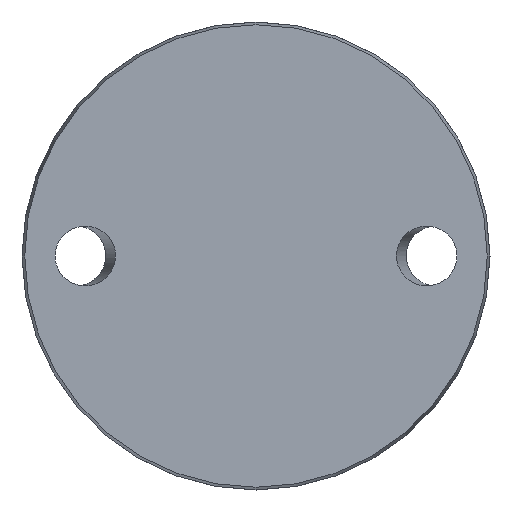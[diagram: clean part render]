
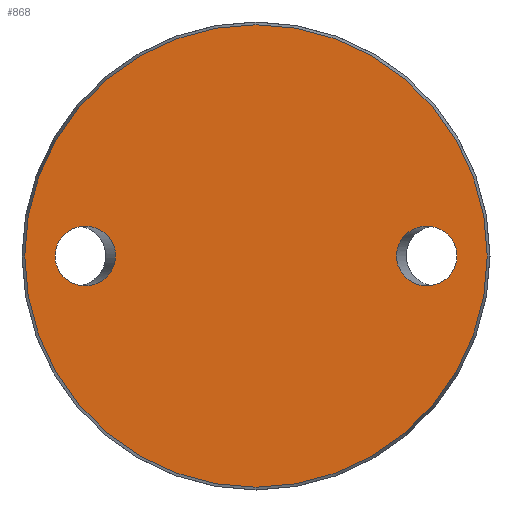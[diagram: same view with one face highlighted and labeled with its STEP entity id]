
A CAD part, front view. The second image highlights one B-rep face of the part: STEP entity #868.
In plain terms, the highlighted planar face has unit normal (0, -1, 0).
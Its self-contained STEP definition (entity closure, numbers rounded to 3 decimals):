
#28 = CARTESIAN_POINT ( 'NONE',  ( 0., 0., 0. ) ) ;
#74 = CARTESIAN_POINT ( 'NONE',  ( 42.087, 0., 12.5 ) ) ;
#81 = CARTESIAN_POINT ( 'NONE',  ( 29.413, 0., 0. ) ) ;
#104 = CARTESIAN_POINT ( 'NONE',  ( 29.413, 0., 0. ) ) ;
#158 = CARTESIAN_POINT ( 'NONE',  ( -42.087, 0., 12.5 ) ) ;
#171 = VERTEX_POINT ( 'NONE', #788 ) ;
#198 = CARTESIAN_POINT ( 'NONE',  ( -48.425, 0., 0. ) ) ;
#237 = CARTESIAN_POINT ( 'NONE',  ( 29.413, 0., 12.5 ) ) ;
#249 = CARTESIAN_POINT ( 'NONE',  ( 29.413, 0., -12.5 ) ) ;
#290 = FACE_BOUND ( 'NONE', #873, .T. ) ;
#306 = CARTESIAN_POINT ( 'NONE',  ( -29.413, 0., -12.5 ) ) ;
#309 = CARTESIAN_POINT ( 'NONE',  ( -42.087, 0., -12.5 ) ) ;
#313 = CARTESIAN_POINT ( 'NONE',  ( 42.087, 0., 0. ) ) ;
#322 = CARTESIAN_POINT ( 'NONE',  ( -42.087, 0., 0. ) ) ;
#337 =( BOUNDED_CURVE ( )  B_SPLINE_CURVE ( 3, ( #81, #249, #473, #313, #74, #237, #756 ),
 .UNSPECIFIED., .T., .F. ) 
 B_SPLINE_CURVE_WITH_KNOTS ( ( 4, 3, 4 ),
 ( 0., 3.142, 6.283 ),
 .UNSPECIFIED. ) 
 CURVE ( )  GEOMETRIC_REPRESENTATION_ITEM ( )  RATIONAL_B_SPLINE_CURVE ( ( 1., 0.333, 0.333, 1., 0.333, 0.333, 1. ) ) 
 REPRESENTATION_ITEM ( '' )  );
#361 = DIRECTION ( 'NONE',  ( 0., 1., 0. ) ) ;
#370 = CIRCLE ( 'NONE', #889, 48.425 ) ;
#375 = CARTESIAN_POINT ( 'NONE',  ( -29.413, 0., 0. ) ) ;
#399 = DIRECTION ( 'NONE',  ( 0., -1., 0. ) ) ;
#401 = AXIS2_PLACEMENT_3D ( 'NONE', #198, #361, #826 ) ;
#404 = ORIENTED_EDGE ( 'NONE', *, *, #584, .F. ) ;
#473 = CARTESIAN_POINT ( 'NONE',  ( 42.087, 0., -12.5 ) ) ;
#501 = FACE_BOUND ( 'NONE', #940, .T. ) ;
#511 = EDGE_CURVE ( 'NONE', #801, #801, #536, .T. ) ;
#536 =( BOUNDED_CURVE ( )  B_SPLINE_CURVE ( 3, ( #690, #158, #610, #375, #306, #309, #538 ),
 .UNSPECIFIED., .T., .F. ) 
 B_SPLINE_CURVE_WITH_KNOTS ( ( 4, 3, 4 ),
 ( 0., 3.142, 6.283 ),
 .UNSPECIFIED. ) 
 CURVE ( )  GEOMETRIC_REPRESENTATION_ITEM ( )  RATIONAL_B_SPLINE_CURVE ( ( 1., 0.333, 0.333, 1., 0.333, 0.333, 1. ) ) 
 REPRESENTATION_ITEM ( '' )  );
#538 = CARTESIAN_POINT ( 'NONE',  ( -42.087, 0., 0. ) ) ;
#563 = VERTEX_POINT ( 'NONE', #104 ) ;
#564 = DIRECTION ( 'NONE',  ( 0., 0., -1. ) ) ;
#584 = EDGE_CURVE ( 'NONE', #563, #563, #337, .T. ) ;
#610 = CARTESIAN_POINT ( 'NONE',  ( -29.413, 0., 12.5 ) ) ;
#639 = EDGE_LOOP ( 'NONE', ( #934 ) ) ;
#690 = CARTESIAN_POINT ( 'NONE',  ( -42.087, 0., 0. ) ) ;
#728 = EDGE_CURVE ( 'NONE', #171, #171, #370, .T. ) ;
#741 = PLANE ( 'NONE',  #401 ) ;
#756 = CARTESIAN_POINT ( 'NONE',  ( 29.413, 0., 0. ) ) ;
#788 = CARTESIAN_POINT ( 'NONE',  ( 0., 0., -48.425 ) ) ;
#801 = VERTEX_POINT ( 'NONE', #322 ) ;
#826 = DIRECTION ( 'NONE',  ( 0., 0., 1. ) ) ;
#868 = ADVANCED_FACE ( 'NONE', ( #501, #290, #898 ), #741, .F. ) ;
#873 = EDGE_LOOP ( 'NONE', ( #404 ) ) ;
#889 = AXIS2_PLACEMENT_3D ( 'NONE', #28, #399, #564 ) ;
#898 = FACE_OUTER_BOUND ( 'NONE', #639, .T. ) ;
#934 = ORIENTED_EDGE ( 'NONE', *, *, #728, .T. ) ;
#940 = EDGE_LOOP ( 'NONE', ( #987 ) ) ;
#987 = ORIENTED_EDGE ( 'NONE', *, *, #511, .T. ) ;
